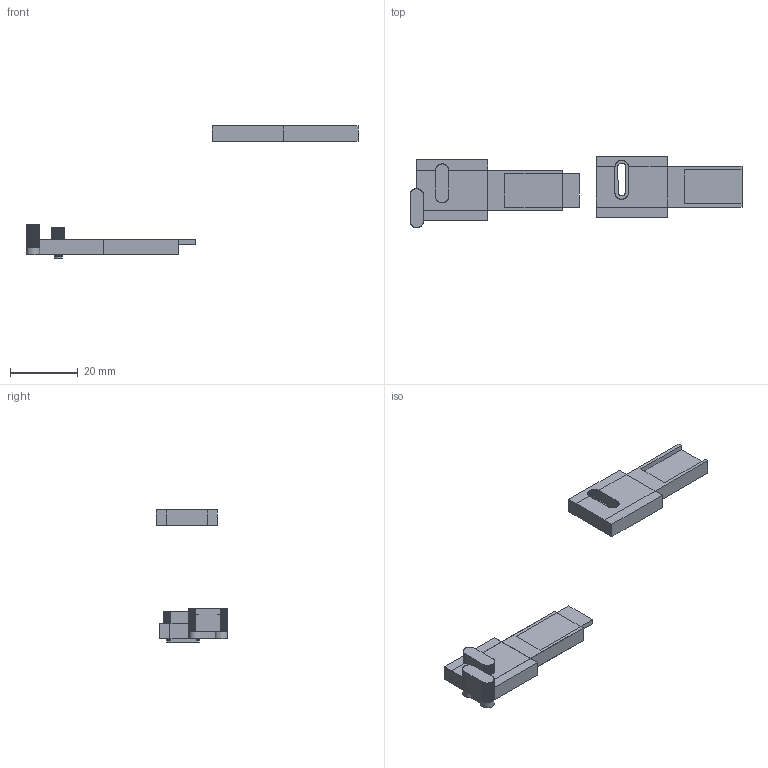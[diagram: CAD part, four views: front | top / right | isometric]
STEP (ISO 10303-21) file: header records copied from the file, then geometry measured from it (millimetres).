
FILE_DESCRIPTION(('FreeCAD Model'),'2;1');
FILE_NAME('Open CASCADE Shape Model','2024-01-22T16:59:50',('Author'),( ''),'Open CASCADE STEP processor 7.5','FreeCAD','Unknown');
FILE_SCHEMA(('AUTOMOTIVE_DESIGN { 1 0 10303 214 1 1 1 1 }'));
Length unit declared in the file: millimetre
Products named in the file (14): Blobifier1; hull; hull001; cube001; cylinder001; cylinder; cylinder002; cube; union; cylinder003; cube002; Matrix_Union; difference; union001
Assembly tree (13 placements, depth 2):
  Blobifier1
    hull
    hull001
    cube001
    cylinder001
    cylinder
    cylinder002
    cube
    union
    cylinder003
    cube002
    Matrix_Union
    difference
    union001
Bounding box: 98 x 21 x 39 mm (x, y, z)
Volume: 11383.7 mm3; surface area: 8955 mm2
Topology: 14 solids, 14 shells, 883 faces, 2538 edges, 1684 vertices
Faces by surface type: plane 879, cylinder 4
Full cylindrical faces by diameter (mm): 2 x1, 2.4 x1, 4 x2
Entity records: 28631 total; most frequent: CARTESIAN_POINT 5119, ORIENTED_EDGE 5076, DIRECTION 4340, EDGE_CURVE 2538, LINE 2530, VECTOR 2530, VERTEX_POINT 1684, AXIS2_PLACEMENT_3D 905
